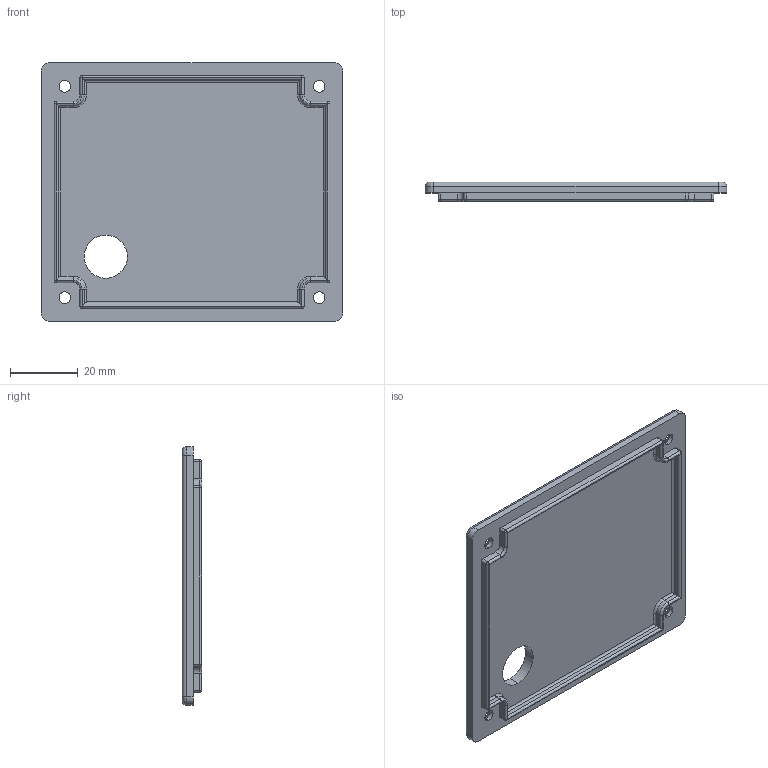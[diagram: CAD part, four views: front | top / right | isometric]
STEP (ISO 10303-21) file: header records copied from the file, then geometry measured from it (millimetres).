
FILE_DESCRIPTION (( 'STEP AP214' ), '1' );
FILE_NAME ('Back_Cover.STEP', '2025-08-05T17:07:06', ( '' ), ( '' ), 'SwSTEP 2.0', 'SolidWorks 2025', '' );
FILE_SCHEMA (( 'AUTOMOTIVE_DESIGN' ));
Length unit declared in the file: inch
Products named in the file (1): Back_Cover
Bounding box: 88.9 x 5.71 x 76.2 mm (x, y, z)
Volume: 21672.4 mm3; surface area: 15535.3 mm2
Topology: 1 solids, 1 shells, 133 faces, 302 edges, 164 vertices
Faces by surface type: cylinder 70, plane 31, torus 16, cone 8, sphere 8
Entity records: 3635 total; most frequent: DIRECTION 674, CARTESIAN_POINT 640, ORIENTED_EDGE 588, EDGE_CURVE 294, AXIS2_PLACEMENT_3D 262, VERTEX_POINT 164, VECTOR 150, LINE 150
